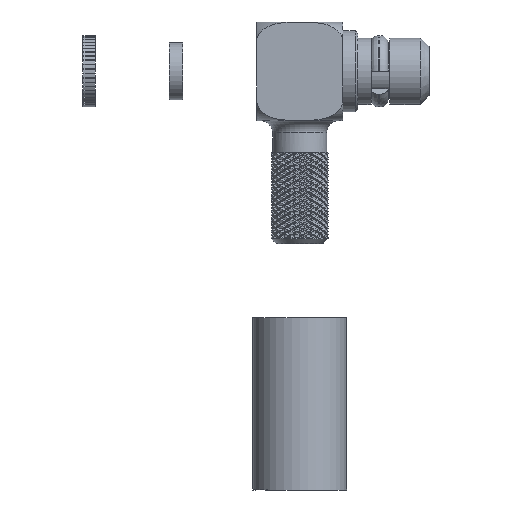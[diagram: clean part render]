
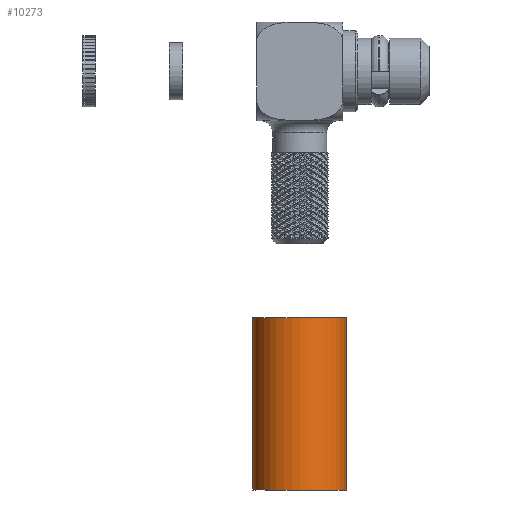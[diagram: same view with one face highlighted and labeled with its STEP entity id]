
A CAD part, front view. The second image highlights one B-rep face of the part: STEP entity #10273.
In plain terms, the highlighted cylindrical face has radius 1.9 mm (diameter 3.8 mm), a full revolution.
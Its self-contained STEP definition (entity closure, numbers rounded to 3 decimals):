
#10273 = ADVANCED_FACE( '', ( #23194, #23195 ), #23196, .T. );
#23194 = FACE_OUTER_BOUND( '', #138342, .T. );
#23195 = FACE_OUTER_BOUND( '', #138343, .T. );
#23196 = CYLINDRICAL_SURFACE( '', #138344, 1.9 );
#138342 = EDGE_LOOP( '', ( #263347 ) );
#138343 = EDGE_LOOP( '', ( #263348 ) );
#138344 = AXIS2_PLACEMENT_3D( '', #263349, #263350, #263351 );
#263347 = ORIENTED_EDGE( '', *, *, #289722, .F. );
#263348 = ORIENTED_EDGE( '', *, *, #286700, .T. );
#263349 = CARTESIAN_POINT( '', ( 0., 0., -8. ) );
#263350 = DIRECTION( '', ( 0., 0., 1. ) );
#263351 = DIRECTION( '', ( -1., 0., 0. ) );
#286700 = EDGE_CURVE( '', #306539, #306539, #306540, .T. );
#289722 = EDGE_CURVE( '', #310470, #310470, #310471, .T. );
#306539 = VERTEX_POINT( '', #371849 );
#306540 = CIRCLE( '', #371850, 1.9 );
#310470 = VERTEX_POINT( '', #391212 );
#310471 = CIRCLE( '', #391213, 1.9 );
#371849 = CARTESIAN_POINT( '', ( -1.9, 0., -15. ) );
#371850 = AXIS2_PLACEMENT_3D( '', #419473, #419474, #419475 );
#391212 = CARTESIAN_POINT( '', ( -1.9, 0., -8. ) );
#391213 = AXIS2_PLACEMENT_3D( '', #420292, #420293, #420294 );
#419473 = CARTESIAN_POINT( '', ( 0., 0., -15. ) );
#419474 = DIRECTION( '', ( 0., 0., 1. ) );
#419475 = DIRECTION( '', ( -1., 0., 0. ) );
#420292 = CARTESIAN_POINT( '', ( 0., 0., -8. ) );
#420293 = DIRECTION( '', ( 0., 0., 1. ) );
#420294 = DIRECTION( '', ( -1., 0., 0. ) );
